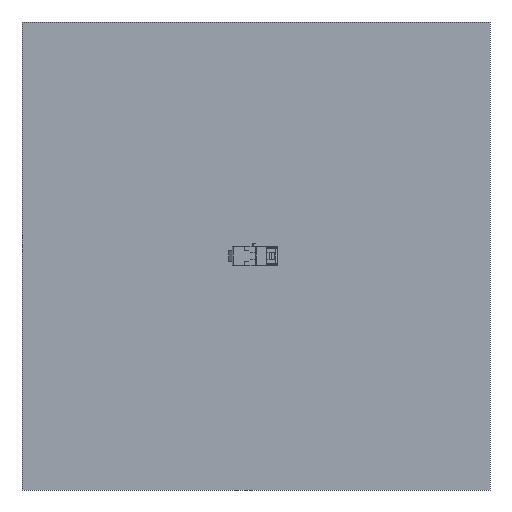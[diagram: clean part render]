
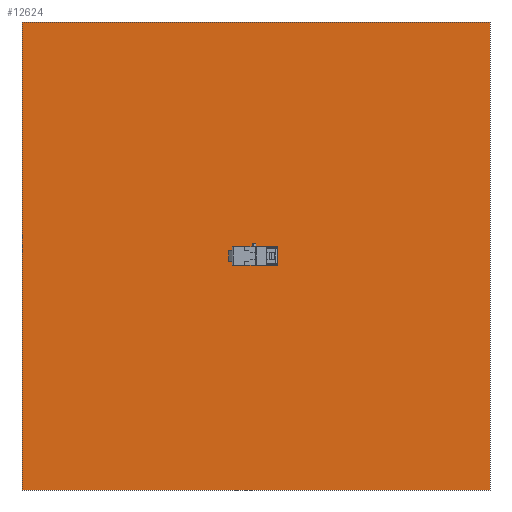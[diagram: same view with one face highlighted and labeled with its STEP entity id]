
A CAD part, left-side view. The second image highlights one B-rep face of the part: STEP entity #12624.
In plain terms, the highlighted planar face has unit normal (1, 0, 0).
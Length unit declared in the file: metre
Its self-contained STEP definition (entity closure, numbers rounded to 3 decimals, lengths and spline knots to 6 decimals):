
#1103=PLANE('',#16830);
#2597=LINE('',#23582,#4094);
#2598=LINE('',#23585,#4095);
#2599=LINE('',#23587,#4096);
#2600=LINE('',#23589,#4097);
#4094=VECTOR('',#20026,1.);
#4095=VECTOR('',#20027,1.);
#4096=VECTOR('',#20028,1.);
#4097=VECTOR('',#20029,1.);
#7532=ORIENTED_EDGE('',*,*,#9259,.T.);
#7533=ORIENTED_EDGE('',*,*,#9260,.T.);
#7534=ORIENTED_EDGE('',*,*,#9261,.T.);
#7535=ORIENTED_EDGE('',*,*,#9262,.T.);
#9259=EDGE_CURVE('',#10375,#10376,#2597,.T.);
#9260=EDGE_CURVE('',#10376,#10377,#2598,.T.);
#9261=EDGE_CURVE('',#10377,#10378,#2599,.F.);
#9262=EDGE_CURVE('',#10378,#10375,#2600,.F.);
#10375=VERTEX_POINT('',#23583);
#10376=VERTEX_POINT('',#23584);
#10377=VERTEX_POINT('',#23586);
#10378=VERTEX_POINT('',#23588);
#11251=EDGE_LOOP('',(#7532,#7533,#7534,#7535));
#11902=FACE_BOUND('',#11251,.T.);
#12624=ADVANCED_FACE('',(#11902),#1103,.T.);
#16830=AXIS2_PLACEMENT_3D('',#23581,#20024,#20025);
#20024=DIRECTION('',(1.,0.,0.));
#20025=DIRECTION('',(0.,1.,0.));
#20026=DIRECTION('',(0.,1.,0.));
#20027=DIRECTION('',(0.,0.,1.));
#20028=DIRECTION('',(0.,1.,0.));
#20029=DIRECTION('',(0.,0.,1.));
#23581=CARTESIAN_POINT('',(-0.00254,0.,0.));
#23582=CARTESIAN_POINT('',(-0.00254,0.,-0.075));
#23583=CARTESIAN_POINT('',(-0.00254,-0.075,-0.075));
#23584=CARTESIAN_POINT('',(-0.00254,0.075,-0.075));
#23585=CARTESIAN_POINT('',(-0.00254,0.075,0.));
#23586=CARTESIAN_POINT('',(-0.00254,0.075,0.075));
#23587=CARTESIAN_POINT('',(-0.00254,0.,0.075));
#23588=CARTESIAN_POINT('',(-0.00254,-0.075,0.075));
#23589=CARTESIAN_POINT('',(-0.00254,-0.075,0.));
